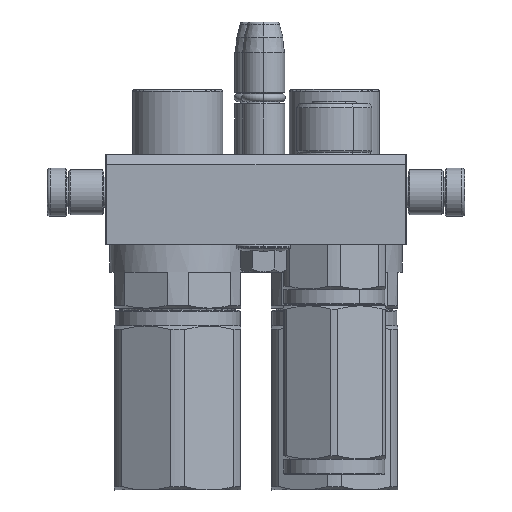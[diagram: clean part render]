
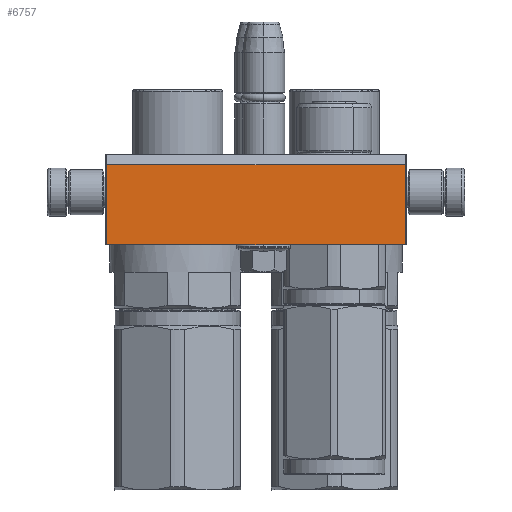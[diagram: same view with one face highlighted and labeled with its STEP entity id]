
A CAD part, left-side view. The second image highlights one B-rep face of the part: STEP entity #6757.
In plain terms, the highlighted face is planar.
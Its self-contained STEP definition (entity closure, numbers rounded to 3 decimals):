
#3394 = VERTEX_POINT ( 'NONE', #48977 ) ;
#6660 = EDGE_LOOP ( 'NONE', ( #41052, #47701, #23586, #26919 ) ) ;
#6757 = ADVANCED_FACE ( 'NONE', ( #7584 ), #13948, .T. ) ;
#7290 = DIRECTION ( 'NONE',  ( 1., 0., 0. ) ) ;
#7584 = FACE_OUTER_BOUND ( 'NONE', #6660, .T. ) ;
#8969 = DIRECTION ( 'NONE',  ( 1., 0., 0. ) ) ;
#13948 = PLANE ( 'NONE',  #19761 ) ;
#14740 = CARTESIAN_POINT ( 'NONE',  ( 49.5, -15., 56. ) ) ;
#16105 = LINE ( 'NONE', #23651, #50128 ) ;
#18921 = CARTESIAN_POINT ( 'NONE',  ( -49.5, 11.536, 56. ) ) ;
#19015 = DIRECTION ( 'NONE',  ( 0., 0., 1. ) ) ;
#19761 = AXIS2_PLACEMENT_3D ( 'NONE', #57873, #19015, #7290 ) ;
#19934 = LINE ( 'NONE', #28271, #58575 ) ;
#22248 = VERTEX_POINT ( 'NONE', #37229 ) ;
#23586 = ORIENTED_EDGE ( 'NONE', *, *, #41127, .F. ) ;
#23651 = CARTESIAN_POINT ( 'NONE',  ( -49.5, -15., 56. ) ) ;
#26415 = CARTESIAN_POINT ( 'NONE',  ( -49.5, 11.536, 56. ) ) ;
#26919 = ORIENTED_EDGE ( 'NONE', *, *, #30235, .F. ) ;
#28271 = CARTESIAN_POINT ( 'NONE',  ( -49.5, -15., 56. ) ) ;
#30235 = EDGE_CURVE ( 'NONE', #31473, #33583, #19934, .T. ) ;
#31412 = EDGE_CURVE ( 'NONE', #3394, #22248, #55298, .T. ) ;
#31473 = VERTEX_POINT ( 'NONE', #54884 ) ;
#33583 = VERTEX_POINT ( 'NONE', #26415 ) ;
#37229 = CARTESIAN_POINT ( 'NONE',  ( 49.5, 11.536, 56. ) ) ;
#39577 = DIRECTION ( 'NONE',  ( 1., 0., 0. ) ) ;
#41052 = ORIENTED_EDGE ( 'NONE', *, *, #61821, .T. ) ;
#41127 = EDGE_CURVE ( 'NONE', #33583, #22248, #55787, .T. ) ;
#47701 = ORIENTED_EDGE ( 'NONE', *, *, #31412, .T. ) ;
#48977 = CARTESIAN_POINT ( 'NONE',  ( 49.5, -15., 56. ) ) ;
#49896 = DIRECTION ( 'NONE',  ( 0., 1., 0. ) ) ;
#50128 = VECTOR ( 'NONE', #39577, 1000. ) ;
#50630 = VECTOR ( 'NONE', #49896, 1000. ) ;
#53408 = VECTOR ( 'NONE', #8969, 1000. ) ;
#54884 = CARTESIAN_POINT ( 'NONE',  ( -49.5, -15., 56. ) ) ;
#55298 = LINE ( 'NONE', #14740, #50630 ) ;
#55787 = LINE ( 'NONE', #18921, #53408 ) ;
#57873 = CARTESIAN_POINT ( 'NONE',  ( -50., -15., 56. ) ) ;
#58575 = VECTOR ( 'NONE', #58673, 1000. ) ;
#58673 = DIRECTION ( 'NONE',  ( 0., 1., 0. ) ) ;
#61821 = EDGE_CURVE ( 'NONE', #31473, #3394, #16105, .T. ) ;
